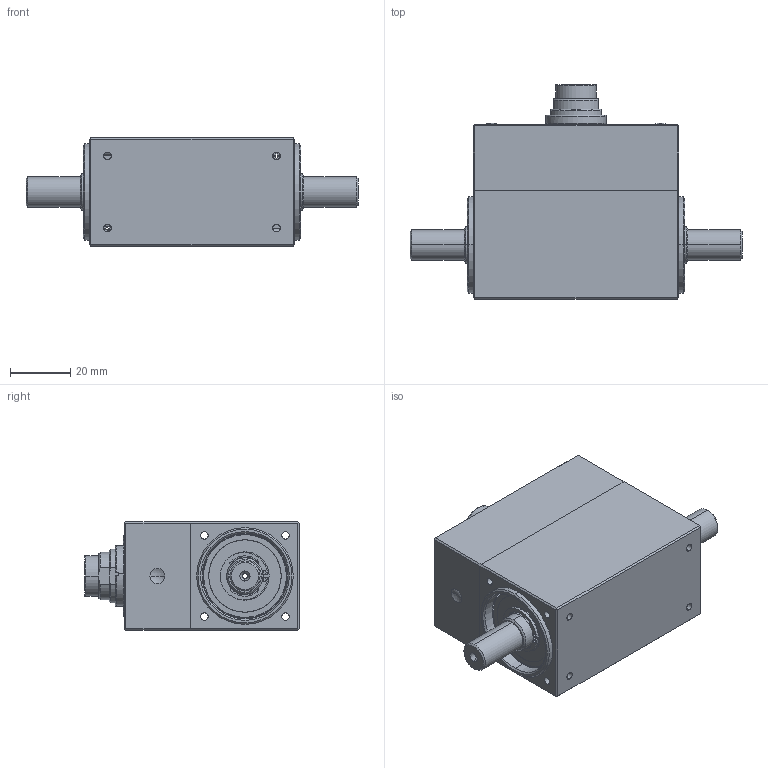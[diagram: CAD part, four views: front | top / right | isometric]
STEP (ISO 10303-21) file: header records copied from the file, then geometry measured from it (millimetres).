
FILE_DESCRIPTION (( 'STEP AP214' ), '1' );
FILE_NAME ('DRVL-Ib.STEP', '2017-06-12T08:41:22', ( 'nsi' ), ( '' ), 'SwSTEP 2.0', 'SolidWorks 2017', '' );
FILE_SCHEMA (( 'AUTOMOTIVE_DESIGN' ));
Length unit declared in the file: millimetre
Products named in the file (2): DRVL-Ib
Bounding box: 110 x 71.1 x 36 mm (x, y, z)
Surface area: 22092.8 mm2 (no closed solid volume)
Topology: 0 solids, 17 shells, 306 faces, 860 edges, 573 vertices
Faces by surface type: cylinder 109, plane 96, cone 54, torus 41, sphere 6
Entity records: 13713 total; most frequent: CARTESIAN_POINT 2168, DIRECTION 1896, ORIENTED_EDGE 1478, EDGE_CURVE 860, AXIS2_PLACEMENT_3D 772, VERTEX_POINT 573, CIRCLE 464, EDGE_LOOP 361
